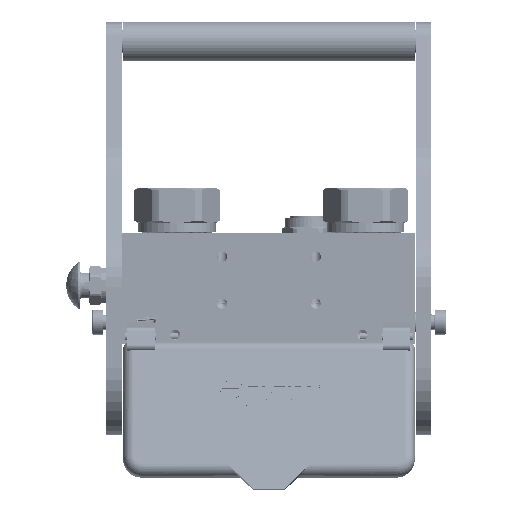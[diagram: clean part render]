
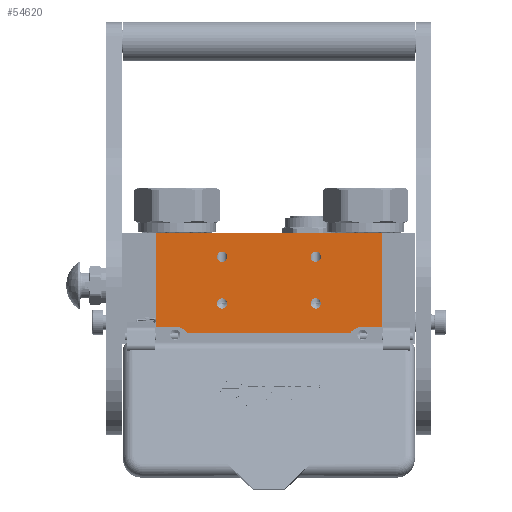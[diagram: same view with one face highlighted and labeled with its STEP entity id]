
A CAD part, left-side view. The second image highlights one B-rep face of the part: STEP entity #54620.
In plain terms, the highlighted face is planar.
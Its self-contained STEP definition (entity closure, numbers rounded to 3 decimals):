
#966 = VECTOR ( 'NONE', #13598, 1000. ) ;
#1212 = PLANE ( 'NONE',  #80123 ) ;
#1674 = DIRECTION ( 'NONE',  ( 0., 0., -1. ) ) ;
#2782 = DIRECTION ( 'NONE',  ( 0., 0., -1. ) ) ;
#3624 = VECTOR ( 'NONE', #142866, 1000. ) ;
#3767 = DIRECTION ( 'NONE',  ( 0., -1., 0. ) ) ;
#3878 = EDGE_CURVE ( 'NONE', #125479, #72591, #133580, .T. ) ;
#6497 = CARTESIAN_POINT ( 'NONE',  ( 124., 48.3, -108. ) ) ;
#7768 = DIRECTION ( 'NONE',  ( 0., 1., 0. ) ) ;
#8911 = EDGE_LOOP ( 'NONE', ( #82014, #24990 ) ) ;
#9174 = CARTESIAN_POINT ( 'NONE',  ( 166.7, 0., -108. ) ) ;
#9214 = AXIS2_PLACEMENT_3D ( 'NONE', #124078, #2782, #3767 ) ;
#10801 = CARTESIAN_POINT ( 'NONE',  ( 64., 41.7, -108. ) ) ;
#11465 = CARTESIAN_POINT ( 'NONE',  ( 124., 15., -108. ) ) ;
#13598 = DIRECTION ( 'NONE',  ( -1., 0., 0. ) ) ;
#14367 = CARTESIAN_POINT ( 'NONE',  ( 154., 60., -108. ) ) ;
#16115 = EDGE_CURVE ( 'NONE', #131329, #127314, #22455, .T. ) ;
#17214 = EDGE_CURVE ( 'NONE', #51487, #127062, #122438, .T. ) ;
#18795 = AXIS2_PLACEMENT_3D ( 'NONE', #95567, #84930, #140927 ) ;
#19418 = CIRCLE ( 'NONE', #9214, 3.3 ) ;
#20036 = CARTESIAN_POINT ( 'NONE',  ( 21.3, 60., -108. ) ) ;
#20314 = DIRECTION ( 'NONE',  ( 0., 1., 0. ) ) ;
#21575 = CARTESIAN_POINT ( 'NONE',  ( 124., 41.7, -108. ) ) ;
#21612 = ORIENTED_EDGE ( 'NONE', *, *, #39883, .T. ) ;
#22455 = LINE ( 'NONE', #9174, #107218 ) ;
#24050 = DIRECTION ( 'NONE',  ( 0., -1., 0. ) ) ;
#24990 = ORIENTED_EDGE ( 'NONE', *, *, #25871, .F. ) ;
#25871 = EDGE_CURVE ( 'NONE', #59535, #115764, #60205, .T. ) ;
#26383 = EDGE_CURVE ( 'NONE', #127062, #51487, #92653, .T. ) ;
#27231 = CARTESIAN_POINT ( 'NONE',  ( 124., 45., -108. ) ) ;
#29591 = VERTEX_POINT ( 'NONE', #10801 ) ;
#30411 = FACE_BOUND ( 'NONE', #45118, .T. ) ;
#32616 = CIRCLE ( 'NONE', #130678, 3.3 ) ;
#32651 = AXIS2_PLACEMENT_3D ( 'NONE', #27231, #126315, #60567 ) ;
#33356 = EDGE_CURVE ( 'NONE', #89096, #29591, #32616, .T. ) ;
#33639 = CARTESIAN_POINT ( 'NONE',  ( 145.854, 64.2, -108. ) ) ;
#34218 = DIRECTION ( 'NONE',  ( 0., 1., 0. ) ) ;
#36278 = EDGE_CURVE ( 'NONE', #115764, #59535, #119964, .T. ) ;
#36311 = EDGE_CURVE ( 'NONE', #72458, #37748, #102616, .T. ) ;
#37748 = VERTEX_POINT ( 'NONE', #47667 ) ;
#38029 = CARTESIAN_POINT ( 'NONE',  ( 124., 18.3, -108. ) ) ;
#38045 = VERTEX_POINT ( 'NONE', #39435 ) ;
#38610 = ORIENTED_EDGE ( 'NONE', *, *, #26383, .F. ) ;
#39435 = CARTESIAN_POINT ( 'NONE',  ( 21.3, 0., -108. ) ) ;
#39883 = EDGE_CURVE ( 'NONE', #38045, #125479, #100068, .T. ) ;
#43892 = AXIS2_PLACEMENT_3D ( 'NONE', #11465, #55942, #34218 ) ;
#45118 = EDGE_LOOP ( 'NONE', ( #133136, #50175 ) ) ;
#45674 = EDGE_CURVE ( 'NONE', #51076, #72591, #136413, .T. ) ;
#45971 = VERTEX_POINT ( 'NONE', #33639 ) ;
#47667 = CARTESIAN_POINT ( 'NONE',  ( 124., 11.7, -108. ) ) ;
#47715 = FACE_BOUND ( 'NONE', #8911, .T. ) ;
#47933 = CARTESIAN_POINT ( 'NONE',  ( 166.7, 60., -108. ) ) ;
#48194 = VECTOR ( 'NONE', #127730, 1000. ) ;
#49196 = DIRECTION ( 'NONE',  ( 0., 0., -1. ) ) ;
#50175 = ORIENTED_EDGE ( 'NONE', *, *, #36311, .F. ) ;
#51076 = VERTEX_POINT ( 'NONE', #83625 ) ;
#51298 = ORIENTED_EDGE ( 'NONE', *, *, #45674, .F. ) ;
#51487 = VERTEX_POINT ( 'NONE', #70911 ) ;
#52055 = LINE ( 'NONE', #74752, #3624 ) ;
#53896 = ORIENTED_EDGE ( 'NONE', *, *, #3878, .T. ) ;
#54620 = ADVANCED_FACE ( 'NONE', ( #47715, #30411, #84070, #109986, #132479 ), #1212, .T. ) ;
#55699 = LINE ( 'NONE', #104790, #107569 ) ;
#55816 = ORIENTED_EDGE ( 'NONE', *, *, #95162, .F. ) ;
#55942 = DIRECTION ( 'NONE',  ( 0., 0., -1. ) ) ;
#56727 = EDGE_LOOP ( 'NONE', ( #38610, #84074 ) ) ;
#58799 = EDGE_LOOP ( 'NONE', ( #55816, #74765 ) ) ;
#59535 = VERTEX_POINT ( 'NONE', #6497 ) ;
#60205 = CIRCLE ( 'NONE', #32651, 3.3 ) ;
#60567 = DIRECTION ( 'NONE',  ( 0., 1., 0. ) ) ;
#61994 = CARTESIAN_POINT ( 'NONE',  ( 21.3, 0., -108. ) ) ;
#62413 = DIRECTION ( 'NONE',  ( 0., 0., -1. ) ) ;
#62692 = DIRECTION ( 'NONE',  ( 0., 0., -1. ) ) ;
#64979 = DIRECTION ( 'NONE',  ( 1., 0., 0. ) ) ;
#65868 = EDGE_LOOP ( 'NONE', ( #72550, #103092, #21612, #53896, #51298, #139454, #76673, #82561 ) ) ;
#67564 = CARTESIAN_POINT ( 'NONE',  ( 64., 45., -108. ) ) ;
#67585 = CARTESIAN_POINT ( 'NONE',  ( 166.7, 0., -108. ) ) ;
#69180 = DIRECTION ( 'NONE',  ( 0., 0., -1. ) ) ;
#69742 = CIRCLE ( 'NONE', #138748, 3.3 ) ;
#70083 = EDGE_CURVE ( 'NONE', #127314, #124574, #134083, .T. ) ;
#70911 = CARTESIAN_POINT ( 'NONE',  ( 64., 18.3, -108. ) ) ;
#72458 = VERTEX_POINT ( 'NONE', #38029 ) ;
#72550 = ORIENTED_EDGE ( 'NONE', *, *, #16115, .F. ) ;
#72591 = VERTEX_POINT ( 'NONE', #113878 ) ;
#74752 = CARTESIAN_POINT ( 'NONE',  ( 166.7, 0., -108. ) ) ;
#74765 = ORIENTED_EDGE ( 'NONE', *, *, #33356, .F. ) ;
#76673 = ORIENTED_EDGE ( 'NONE', *, *, #138161, .F. ) ;
#78502 = DIRECTION ( 'NONE',  ( -1., 0., 0. ) ) ;
#80123 = AXIS2_PLACEMENT_3D ( 'NONE', #122944, #1674, #78502 ) ;
#80242 = CARTESIAN_POINT ( 'NONE',  ( 64., 11.7, -108. ) ) ;
#82014 = ORIENTED_EDGE ( 'NONE', *, *, #36278, .F. ) ;
#82561 = ORIENTED_EDGE ( 'NONE', *, *, #70083, .F. ) ;
#83625 = CARTESIAN_POINT ( 'NONE',  ( 42.146, 64.2, -108. ) ) ;
#84070 = FACE_BOUND ( 'NONE', #58799, .T. ) ;
#84074 = ORIENTED_EDGE ( 'NONE', *, *, #17214, .F. ) ;
#84482 = CARTESIAN_POINT ( 'NONE',  ( 64., 15., -108. ) ) ;
#84930 = DIRECTION ( 'NONE',  ( 0., 0., -1. ) ) ;
#86044 = CARTESIAN_POINT ( 'NONE',  ( 166.7, 60., -108. ) ) ;
#88313 = CARTESIAN_POINT ( 'NONE',  ( 64., 48.3, -108. ) ) ;
#89096 = VERTEX_POINT ( 'NONE', #88313 ) ;
#90963 = CARTESIAN_POINT ( 'NONE',  ( 154., 70., -108. ) ) ;
#92653 = CIRCLE ( 'NONE', #93826, 3.3 ) ;
#93211 = CARTESIAN_POINT ( 'NONE',  ( 64., 45., -108. ) ) ;
#93826 = AXIS2_PLACEMENT_3D ( 'NONE', #84482, #62692, #119211 ) ;
#95162 = EDGE_CURVE ( 'NONE', #29591, #89096, #69742, .T. ) ;
#95567 = CARTESIAN_POINT ( 'NONE',  ( 34., 70., -108. ) ) ;
#100068 = LINE ( 'NONE', #61994, #48194 ) ;
#102616 = CIRCLE ( 'NONE', #43892, 3.3 ) ;
#103092 = ORIENTED_EDGE ( 'NONE', *, *, #115739, .T. ) ;
#104057 = AXIS2_PLACEMENT_3D ( 'NONE', #90963, #69180, #124747 ) ;
#104301 = DIRECTION ( 'NONE',  ( -1., 0., 0. ) ) ;
#104790 = CARTESIAN_POINT ( 'NONE',  ( 145.854, 64.2, -108. ) ) ;
#105489 = EDGE_CURVE ( 'NONE', #45971, #51076, #55699, .T. ) ;
#105959 = VECTOR ( 'NONE', #64979, 1000. ) ;
#107108 = EDGE_CURVE ( 'NONE', #37748, #72458, #19418, .T. ) ;
#107218 = VECTOR ( 'NONE', #20314, 1000. ) ;
#107528 = AXIS2_PLACEMENT_3D ( 'NONE', #117965, #62413, #7768 ) ;
#107569 = VECTOR ( 'NONE', #104301, 1000. ) ;
#108675 = CARTESIAN_POINT ( 'NONE',  ( 124., 45., -108. ) ) ;
#109986 = FACE_BOUND ( 'NONE', #56727, .T. ) ;
#113240 = AXIS2_PLACEMENT_3D ( 'NONE', #108675, #121676, #120725 ) ;
#113878 = CARTESIAN_POINT ( 'NONE',  ( 34., 60., -108. ) ) ;
#115353 = DIRECTION ( 'NONE',  ( 0., 1., 0. ) ) ;
#115739 = EDGE_CURVE ( 'NONE', #131329, #38045, #52055, .T. ) ;
#115764 = VERTEX_POINT ( 'NONE', #21575 ) ;
#117965 = CARTESIAN_POINT ( 'NONE',  ( 64., 15., -108. ) ) ;
#118076 = CARTESIAN_POINT ( 'NONE',  ( 21.3, 60., -108. ) ) ;
#119211 = DIRECTION ( 'NONE',  ( 0., -1., 0. ) ) ;
#119964 = CIRCLE ( 'NONE', #113240, 3.3 ) ;
#120725 = DIRECTION ( 'NONE',  ( 0., -1., 0. ) ) ;
#121676 = DIRECTION ( 'NONE',  ( 0., 0., -1. ) ) ;
#122438 = CIRCLE ( 'NONE', #107528, 3.3 ) ;
#122944 = CARTESIAN_POINT ( 'NONE',  ( 166.7, 0., -108. ) ) ;
#123121 = DIRECTION ( 'NONE',  ( 0., 0., -1. ) ) ;
#124078 = CARTESIAN_POINT ( 'NONE',  ( 124., 15., -108. ) ) ;
#124574 = VERTEX_POINT ( 'NONE', #14367 ) ;
#124747 = DIRECTION ( 'NONE',  ( 0., -1., 0. ) ) ;
#125479 = VERTEX_POINT ( 'NONE', #118076 ) ;
#126315 = DIRECTION ( 'NONE',  ( 0., 0., -1. ) ) ;
#127062 = VERTEX_POINT ( 'NONE', #80242 ) ;
#127314 = VERTEX_POINT ( 'NONE', #86044 ) ;
#127730 = DIRECTION ( 'NONE',  ( 0., 1., 0. ) ) ;
#130678 = AXIS2_PLACEMENT_3D ( 'NONE', #93211, #49196, #115353 ) ;
#131329 = VERTEX_POINT ( 'NONE', #67585 ) ;
#131440 = CIRCLE ( 'NONE', #104057, 10. ) ;
#132479 = FACE_OUTER_BOUND ( 'NONE', #65868, .T. ) ;
#133136 = ORIENTED_EDGE ( 'NONE', *, *, #107108, .F. ) ;
#133580 = LINE ( 'NONE', #20036, #105959 ) ;
#134083 = LINE ( 'NONE', #47933, #966 ) ;
#136413 = CIRCLE ( 'NONE', #18795, 10. ) ;
#138161 = EDGE_CURVE ( 'NONE', #124574, #45971, #131440, .T. ) ;
#138748 = AXIS2_PLACEMENT_3D ( 'NONE', #67564, #123121, #24050 ) ;
#139454 = ORIENTED_EDGE ( 'NONE', *, *, #105489, .F. ) ;
#140927 = DIRECTION ( 'NONE',  ( 0.815, -0.58, 0. ) ) ;
#142866 = DIRECTION ( 'NONE',  ( -1., 0., 0. ) ) ;
